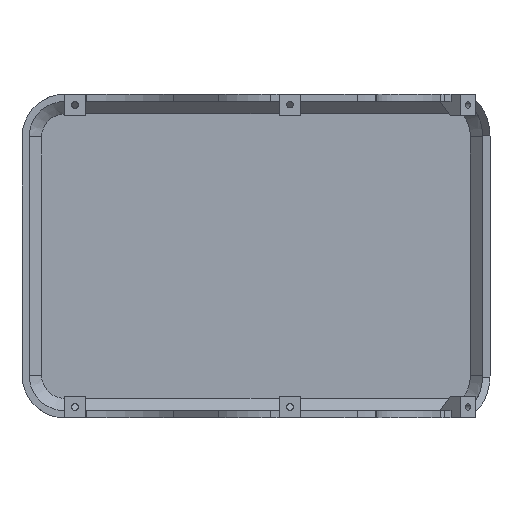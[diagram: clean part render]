
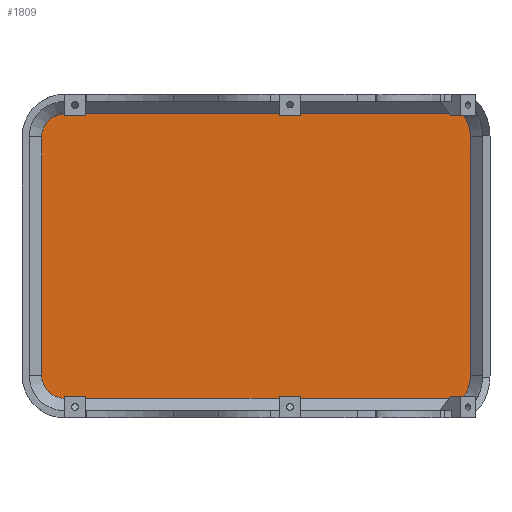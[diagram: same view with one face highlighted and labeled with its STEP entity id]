
A CAD part, top view. The second image highlights one B-rep face of the part: STEP entity #1809.
In plain terms, the highlighted planar face has unit normal (0, 0, 1).
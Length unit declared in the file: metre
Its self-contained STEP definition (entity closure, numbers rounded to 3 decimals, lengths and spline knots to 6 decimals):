
#38=CIRCLE('',#1923,0.009642);
#39=CIRCLE('',#1924,0.009642);
#71=PLANE('',#1922);
#143=LINE('',#2612,#329);
#145=LINE('',#2621,#331);
#146=LINE('',#2623,#332);
#147=LINE('',#2625,#333);
#148=LINE('',#2629,#334);
#149=LINE('',#2633,#335);
#150=LINE('',#2635,#336);
#151=LINE('',#2637,#337);
#152=LINE('',#2639,#338);
#153=LINE('',#2657,#339);
#329=VECTOR('',#2058,1.);
#331=VECTOR('',#2062,1.);
#332=VECTOR('',#2063,1.);
#333=VECTOR('',#2064,1.);
#334=VECTOR('',#2067,1.);
#335=VECTOR('',#2070,1.);
#336=VECTOR('',#2071,1.);
#337=VECTOR('',#2072,1.);
#338=VECTOR('',#2073,1.);
#339=VECTOR('',#2074,1.);
#531=ORIENTED_EDGE('',*,*,#1071,.F.);
#532=ORIENTED_EDGE('',*,*,#1072,.F.);
#533=ORIENTED_EDGE('',*,*,#1073,.T.);
#534=ORIENTED_EDGE('',*,*,#1074,.F.);
#535=ORIENTED_EDGE('',*,*,#1075,.F.);
#536=ORIENTED_EDGE('',*,*,#1076,.T.);
#537=ORIENTED_EDGE('',*,*,#1077,.F.);
#538=ORIENTED_EDGE('',*,*,#1078,.T.);
#539=ORIENTED_EDGE('',*,*,#1079,.T.);
#540=ORIENTED_EDGE('',*,*,#1080,.T.);
#541=ORIENTED_EDGE('',*,*,#1081,.T.);
#542=ORIENTED_EDGE('',*,*,#1082,.T.);
#543=ORIENTED_EDGE('',*,*,#1083,.F.);
#544=ORIENTED_EDGE('',*,*,#1084,.F.);
#545=ORIENTED_EDGE('',*,*,#1085,.F.);
#546=ORIENTED_EDGE('',*,*,#1068,.F.);
#1068=EDGE_CURVE('',#1336,#1338,#143,.F.);
#1071=EDGE_CURVE('',#1340,#1336,#145,.T.);
#1072=EDGE_CURVE('',#1341,#1340,#146,.T.);
#1073=EDGE_CURVE('',#1341,#1342,#147,.T.);
#1074=EDGE_CURVE('',#1343,#1342,#38,.T.);
#1075=EDGE_CURVE('',#1344,#1343,#148,.F.);
#1076=EDGE_CURVE('',#1344,#1345,#39,.T.);
#1077=EDGE_CURVE('',#1346,#1345,#149,.T.);
#1078=EDGE_CURVE('',#1346,#1347,#150,.T.);
#1079=EDGE_CURVE('',#1347,#1348,#151,.T.);
#1080=EDGE_CURVE('',#1348,#1349,#152,.F.);
#1081=EDGE_CURVE('',#1349,#1350,#1514,.T.);
#1082=EDGE_CURVE('',#1350,#1351,#1515,.F.);
#1083=EDGE_CURVE('',#1352,#1351,#153,.T.);
#1084=EDGE_CURVE('',#1353,#1352,#1516,.F.);
#1085=EDGE_CURVE('',#1338,#1353,#1517,.T.);
#1336=VERTEX_POINT('',#2610);
#1338=VERTEX_POINT('',#2613);
#1340=VERTEX_POINT('',#2622);
#1341=VERTEX_POINT('',#2624);
#1342=VERTEX_POINT('',#2626);
#1343=VERTEX_POINT('',#2628);
#1344=VERTEX_POINT('',#2630);
#1345=VERTEX_POINT('',#2632);
#1346=VERTEX_POINT('',#2634);
#1347=VERTEX_POINT('',#2636);
#1348=VERTEX_POINT('',#2638);
#1349=VERTEX_POINT('',#2640);
#1350=VERTEX_POINT('',#2645);
#1351=VERTEX_POINT('',#2656);
#1352=VERTEX_POINT('',#2658);
#1353=VERTEX_POINT('',#2669);
#1514=B_SPLINE_CURVE_WITH_KNOTS('',3,(#2641,#2642,#2643,#2644),
 .UNSPECIFIED.,.F.,.F.,(4,4),(0.,0.000136),.UNSPECIFIED.);
#1515=B_SPLINE_CURVE_WITH_KNOTS('',3,(#2646,#2647,#2648,#2649,#2650,#2651,
#2652,#2653,#2654,#2655),.UNSPECIFIED.,.F.,.F.,(4,1,1,1,1,1,1,4),(0.053065,
0.055806,0.058547,0.059918,0.061289,
0.062659,0.063345,0.06403),.UNSPECIFIED.);
#1516=B_SPLINE_CURVE_WITH_KNOTS('',3,(#2659,#2660,#2661,#2662,#2663,#2664,
#2665,#2666,#2667,#2668),.UNSPECIFIED.,.F.,.F.,(4,1,1,1,1,1,1,4),(0.053065,
0.055806,0.058547,0.059918,0.061289,
0.062659,0.063345,0.06403),.UNSPECIFIED.);
#1517=B_SPLINE_CURVE_WITH_KNOTS('',3,(#2670,#2671,#2672,#2673),
 .UNSPECIFIED.,.F.,.F.,(4,4),(0.,0.000136),.UNSPECIFIED.);
#1559=EDGE_LOOP('',(#531,#532,#533,#534,#535,#536,#537,#538,#539,#540,#541,
#542,#543,#544,#545,#546));
#1677=FACE_BOUND('',#1559,.T.);
#1809=ADVANCED_FACE('',(#1677),#71,.F.);
#1922=AXIS2_PLACEMENT_3D('',#2620,#2060,#2061);
#1923=AXIS2_PLACEMENT_3D('',#2627,#2065,#2066);
#1924=AXIS2_PLACEMENT_3D('',#2631,#2068,#2069);
#2058=DIRECTION('',(-1.,0.,0.));
#2060=DIRECTION('',(0.,0.,-1.));
#2061=DIRECTION('',(1.,0.,0.));
#2062=DIRECTION('',(0.,1.,0.));
#2063=DIRECTION('',(1.,0.,0.));
#2064=DIRECTION('',(0.,1.,0.));
#2065=DIRECTION('',(0.,0.,-1.));
#2066=DIRECTION('',(-1.,0.,0.));
#2067=DIRECTION('',(0.,-1.,0.));
#2068=DIRECTION('',(0.,0.,1.));
#2069=DIRECTION('',(-1.,0.,0.));
#2070=DIRECTION('',(0.,-1.,0.));
#2071=DIRECTION('',(1.,0.,0.));
#2072=DIRECTION('',(0.,-1.,0.));
#2073=DIRECTION('',(-1.,0.,0.));
#2074=DIRECTION('',(0.,-1.,0.));
#2610=CARTESIAN_POINT('',(0.081898,0.109642,0.067623));
#2612=CARTESIAN_POINT('',(0.158689,0.109642,0.067623));
#2613=CARTESIAN_POINT('',(0.238996,0.109642,0.067623));
#2620=CARTESIAN_POINT('',(0.158689,0.05,0.067623));
#2621=CARTESIAN_POINT('',(0.081898,0.05,0.067623));
#2622=CARTESIAN_POINT('',(0.081898,0.108885,0.067623));
#2623=CARTESIAN_POINT('',(0.158689,0.108885,0.067623));
#2624=CARTESIAN_POINT('',(0.072898,0.108885,0.067623));
#2625=CARTESIAN_POINT('',(0.072898,0.05,0.067623));
#2626=CARTESIAN_POINT('',(0.072898,0.109642,0.067623));
#2627=CARTESIAN_POINT('',(0.073,0.1,0.067623));
#2628=CARTESIAN_POINT('',(0.063358,0.1,0.067623));
#2629=CARTESIAN_POINT('',(0.063358,0.05,0.067623));
#2630=CARTESIAN_POINT('',(0.063358,0.,0.067623));
#2631=CARTESIAN_POINT('',(0.073,0.,0.067623));
#2632=CARTESIAN_POINT('',(0.072898,-0.009642,0.067623));
#2633=CARTESIAN_POINT('',(0.072898,0.05,0.067623));
#2634=CARTESIAN_POINT('',(0.072898,-0.008885,0.067623));
#2635=CARTESIAN_POINT('',(0.158689,-0.008885,0.067623));
#2636=CARTESIAN_POINT('',(0.081898,-0.008885,0.067623));
#2637=CARTESIAN_POINT('',(0.081898,0.05,0.067623));
#2638=CARTESIAN_POINT('',(0.081898,-0.009642,0.067623));
#2639=CARTESIAN_POINT('',(0.158689,-0.009642,0.067623));
#2640=CARTESIAN_POINT('',(0.238996,-0.009642,0.067623));
#2641=CARTESIAN_POINT('',(0.238996,-0.009642,0.067623));
#2642=CARTESIAN_POINT('',(0.239041,-0.009642,0.067623));
#2643=CARTESIAN_POINT('',(0.239086,-0.009634,0.067623));
#2644=CARTESIAN_POINT('',(0.23913,-0.009624,0.067623));
#2645=CARTESIAN_POINT('',(0.23913,-0.009624,0.067623));
#2646=CARTESIAN_POINT('',(0.24325,0.,0.067623));
#2647=CARTESIAN_POINT('',(0.243249,-0.000913,0.067623));
#2648=CARTESIAN_POINT('',(0.243105,-0.002741,0.067623));
#2649=CARTESIAN_POINT('',(0.242552,-0.004963,0.067623));
#2650=CARTESIAN_POINT('',(0.241844,-0.006653,0.067623));
#2651=CARTESIAN_POINT('',(0.241163,-0.007846,0.067623));
#2652=CARTESIAN_POINT('',(0.240451,-0.00874,0.067623));
#2653=CARTESIAN_POINT('',(0.239752,-0.009335,0.067623));
#2654=CARTESIAN_POINT('',(0.23935,-0.009569,0.067623));
#2655=CARTESIAN_POINT('',(0.23913,-0.009624,0.067623));
#2656=CARTESIAN_POINT('',(0.24325,0.,0.067623));
#2657=CARTESIAN_POINT('',(0.24325,0.05,0.067623));
#2658=CARTESIAN_POINT('',(0.24325,0.1,0.067623));
#2659=CARTESIAN_POINT('',(0.24325,0.1,0.067623));
#2660=CARTESIAN_POINT('',(0.243249,0.100913,0.067623));
#2661=CARTESIAN_POINT('',(0.243105,0.102741,0.067623));
#2662=CARTESIAN_POINT('',(0.242552,0.104963,0.067623));
#2663=CARTESIAN_POINT('',(0.241844,0.106653,0.067623));
#2664=CARTESIAN_POINT('',(0.241163,0.107846,0.067623));
#2665=CARTESIAN_POINT('',(0.240451,0.10874,0.067623));
#2666=CARTESIAN_POINT('',(0.239752,0.109335,0.067623));
#2667=CARTESIAN_POINT('',(0.23935,0.109569,0.067623));
#2668=CARTESIAN_POINT('',(0.23913,0.109624,0.067623));
#2669=CARTESIAN_POINT('',(0.23913,0.109624,0.067623));
#2670=CARTESIAN_POINT('',(0.238996,0.109642,0.067623));
#2671=CARTESIAN_POINT('',(0.239041,0.109642,0.067623));
#2672=CARTESIAN_POINT('',(0.239086,0.109634,0.067623));
#2673=CARTESIAN_POINT('',(0.23913,0.109624,0.067623));
